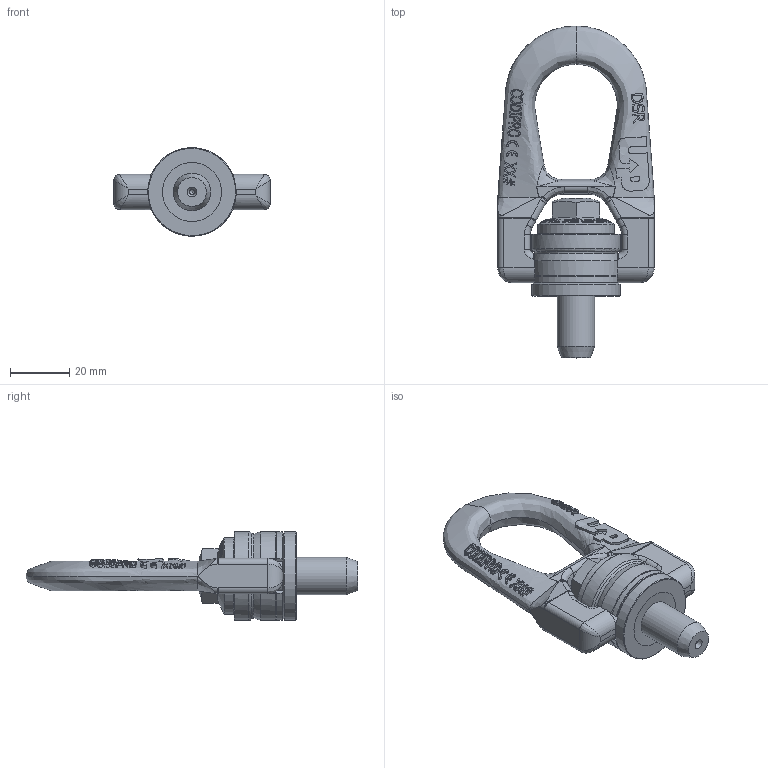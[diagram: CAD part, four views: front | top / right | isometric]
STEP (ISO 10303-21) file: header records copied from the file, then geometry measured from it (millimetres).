
FILE_DESCRIPTION(/* description */ (''),/* implementation_level */ '2;1');
FILE_NAME(/* name */ 'DSR U050 UP.stp',/* time_stamp */ '2017-09-13T11:08:06+02:00',/* author */ ('rklenes'),/* organization */ (''),/* preprocessor_version */ 'ST-DEVELOPER v16.5',/* originating_system */ 'Autodesk Inventor 2017',/* authorisation */ '');
FILE_SCHEMA (('AUTOMOTIVE_DESIGN { 1 0 10303 214 3 1 1 }'));
Products named in the file (6): DSR U050 UP; DSR 1; DRB_B1B; DRM_AF1B_UP; DRE_D1U1-2A; DRA_U1-2X42_UP
Assembly tree (5 placements, depth 3):
  DSR U050 UP
    DSR 1
      DRB_B1B
      DRM_AF1B_UP
    DRE_D1U1-2A
    DRA_U1-2X42_UP
Bounding box: 53 x 112.5 x 30 mm (x, y, z)
Volume: 40651.7 mm3; surface area: 18561.3 mm2
Topology: 4 solids, 4 shells, 865 faces, 2290 edges, 1480 vertices
Faces by surface type: plane 398, bspline 304, cylinder 89, cone 55, torus 18, sphere 1
Full cylindrical faces by diameter (mm): 1.6 x1, 10 x2, 12.6 x1, 12.7 x2, 12.8 x1, 14.6 x1, 15 x2, 22 x1, 26 x1, 30 x2
Entity records: 45686 total; most frequent: CARTESIAN_POINT 26745, ORIENTED_EDGE 4478, DIRECTION 2904, EDGE_CURVE 2239, VERTEX_POINT 1471, AXIS2_PLACEMENT_3D 1011, EDGE_LOOP 960, LINE 882
